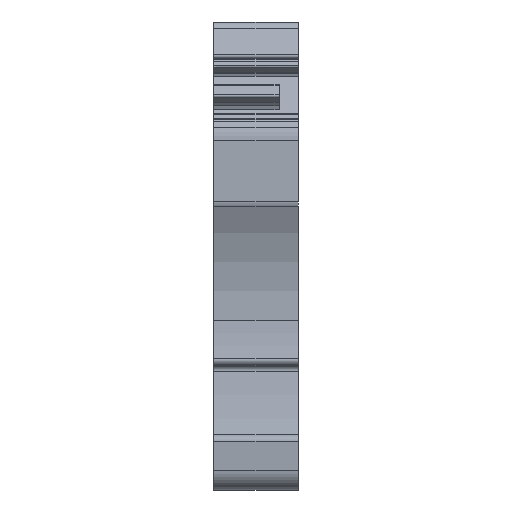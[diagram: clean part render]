
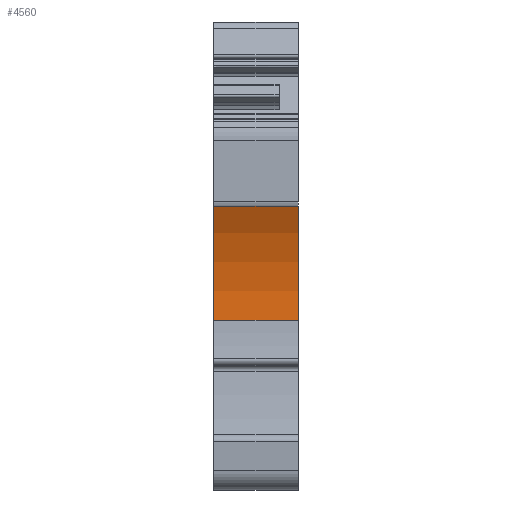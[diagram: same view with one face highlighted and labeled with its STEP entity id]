
A CAD part, front view. The second image highlights one B-rep face of the part: STEP entity #4560.
In plain terms, the highlighted cylindrical face has radius 20 mm (diameter 40 mm), a partial arc.
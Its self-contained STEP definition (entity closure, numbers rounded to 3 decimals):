
#1031=AXIS2_PLACEMENT_3D('Circle Axis2P3D',#1029,#1030,$) ;
#2226=AXIS2_PLACEMENT_3D('Circle Axis2P3D',#2224,#2225,$) ;
#4547=AXIS2_PLACEMENT_3D('Cylinder Axis2P3D',#4544,#4545,#4546) ;
#1026=CARTESIAN_POINT('Vertex',(0.,2.319,16.2)) ;
#1029=CARTESIAN_POINT('Axis2P3D Location',(0.,-17.615,17.832)) ;
#1033=CARTESIAN_POINT('Vertex',(0.,0.114,27.09)) ;
#2221=CARTESIAN_POINT('Vertex',(8.1,0.114,27.09)) ;
#2224=CARTESIAN_POINT('Axis2P3D Location',(8.1,-17.615,17.832)) ;
#2228=CARTESIAN_POINT('Vertex',(8.1,2.319,16.2)) ;
#4532=CARTESIAN_POINT('Line Origine',(4.05,0.114,27.09)) ;
#4544=CARTESIAN_POINT('Axis2P3D Location',(0.,-17.615,17.832)) ;
#4549=CARTESIAN_POINT('Line Origine',(4.05,2.319,16.2)) ;
#1030=DIRECTION('Axis2P3D Direction',(1.,0.,0.)) ;
#2225=DIRECTION('Axis2P3D Direction',(1.,0.,0.)) ;
#4533=DIRECTION('Vector Direction',(1.,0.,0.)) ;
#4545=DIRECTION('Axis2P3D Direction',(1.,0.,0.)) ;
#4546=DIRECTION('Axis2P3D XDirection',(0.,0.997,-0.082)) ;
#4550=DIRECTION('Vector Direction',(1.,0.,0.)) ;
#4534=VECTOR('Line Direction',#4533,1.) ;
#4551=VECTOR('Line Direction',#4550,1.) ;
#4555=ORIENTED_EDGE('',*,*,#1035,.F.) ;
#4556=ORIENTED_EDGE('',*,*,#4553,.T.) ;
#4557=ORIENTED_EDGE('',*,*,#2230,.T.) ;
#4558=ORIENTED_EDGE('',*,*,#4536,.F.) ;
#4560=ADVANCED_FACE('MLD',(#4559),#4548,.F.) ;
#1032=CIRCLE('generated circle',#1031,20.) ;
#2227=CIRCLE('generated circle',#2226,20.) ;
#4548=CYLINDRICAL_SURFACE('generated cylinder',#4547,20.) ;
#1035=EDGE_CURVE('',#1027,#1034,#1032,.T.) ;
#2230=EDGE_CURVE('',#2229,#2222,#2227,.T.) ;
#4536=EDGE_CURVE('',#1034,#2222,#4535,.T.) ;
#4553=EDGE_CURVE('',#1027,#2229,#4552,.T.) ;
#4554=EDGE_LOOP('',(#4555,#4556,#4557,#4558)) ;
#4559=FACE_OUTER_BOUND('',#4554,.T.) ;
#4535=LINE('Line',#4532,#4534) ;
#4552=LINE('Line',#4549,#4551) ;
#1027=VERTEX_POINT('',#1026) ;
#1034=VERTEX_POINT('',#1033) ;
#2222=VERTEX_POINT('',#2221) ;
#2229=VERTEX_POINT('',#2228) ;
